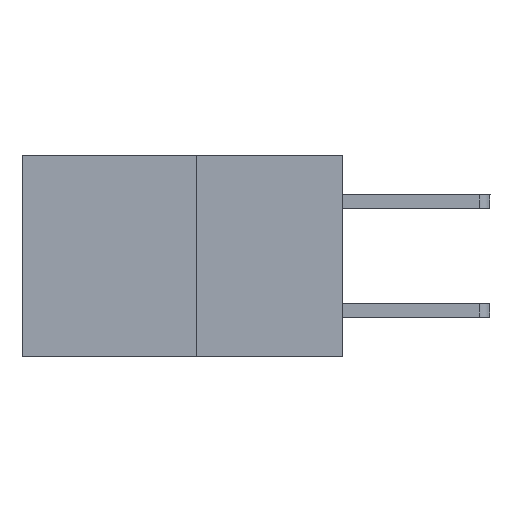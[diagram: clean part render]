
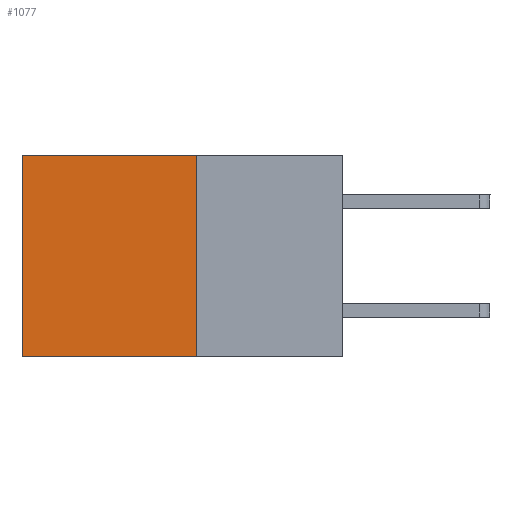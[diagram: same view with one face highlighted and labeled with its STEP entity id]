
A CAD part, left-side view. The second image highlights one B-rep face of the part: STEP entity #1077.
In plain terms, the highlighted planar face has unit normal (-1, 0, 0).
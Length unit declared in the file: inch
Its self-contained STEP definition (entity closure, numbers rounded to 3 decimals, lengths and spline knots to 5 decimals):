
#501 = LINE ( 'NONE', #6138, #4502 ) ;
#664 = CARTESIAN_POINT ( 'NONE',  ( 0.277, 0.27, 0. ) ) ;
#1076 = LINE ( 'NONE', #664, #8477 ) ;
#1077 = ADVANCED_FACE ( 'NONE', ( #5902 ), #7119, .F. ) ;
#1302 = ORIENTED_EDGE ( 'NONE', *, *, #7964, .T. ) ;
#1305 = DIRECTION ( 'NONE',  ( 0., 0., -1. ) ) ;
#1768 = EDGE_CURVE ( 'NONE', #5836, #6614, #1076, .T. ) ;
#1829 = CARTESIAN_POINT ( 'NONE',  ( 0.277, 0.27, 0. ) ) ;
#2287 = ORIENTED_EDGE ( 'NONE', *, *, #5504, .F. ) ;
#2359 = CARTESIAN_POINT ( 'NONE',  ( 0.277, 0.27, -0.37 ) ) ;
#2466 = CARTESIAN_POINT ( 'NONE',  ( 0.277, 0.59, 0. ) ) ;
#2902 = VECTOR ( 'NONE', #1305, 39.37008 ) ;
#2925 = VERTEX_POINT ( 'NONE', #5693 ) ;
#3161 = AXIS2_PLACEMENT_3D ( 'NONE', #2359, #8525, #7938 ) ;
#3723 = ORIENTED_EDGE ( 'NONE', *, *, #7485, .F. ) ;
#4093 = VERTEX_POINT ( 'NONE', #6257 ) ;
#4369 = DIRECTION ( 'NONE',  ( 0., 1., 0. ) ) ;
#4494 = EDGE_LOOP ( 'NONE', ( #1302, #3723, #2287, #8221 ) ) ;
#4502 = VECTOR ( 'NONE', #8174, 39.37008 ) ;
#4759 = LINE ( 'NONE', #7529, #2902 ) ;
#5504 = EDGE_CURVE ( 'NONE', #5836, #2925, #5561, .T. ) ;
#5561 = LINE ( 'NONE', #6912, #6439 ) ;
#5693 = CARTESIAN_POINT ( 'NONE',  ( 0.277, 0.27, -0.37 ) ) ;
#5836 = VERTEX_POINT ( 'NONE', #1829 ) ;
#5902 = FACE_OUTER_BOUND ( 'NONE', #4494, .T. ) ;
#6138 = CARTESIAN_POINT ( 'NONE',  ( 0.277, 0.27, -0.37 ) ) ;
#6257 = CARTESIAN_POINT ( 'NONE',  ( 0.277, 0.59, -0.37 ) ) ;
#6439 = VECTOR ( 'NONE', #8285, 39.37008 ) ;
#6614 = VERTEX_POINT ( 'NONE', #2466 ) ;
#6912 = CARTESIAN_POINT ( 'NONE',  ( 0.277, 0.27, -0.37 ) ) ;
#7119 = PLANE ( 'NONE',  #3161 ) ;
#7485 = EDGE_CURVE ( 'NONE', #2925, #4093, #501, .T. ) ;
#7529 = CARTESIAN_POINT ( 'NONE',  ( 0.277, 0.59, -0.37 ) ) ;
#7938 = DIRECTION ( 'NONE',  ( 0., 0., -1. ) ) ;
#7964 = EDGE_CURVE ( 'NONE', #6614, #4093, #4759, .T. ) ;
#8174 = DIRECTION ( 'NONE',  ( 0., 1., 0. ) ) ;
#8221 = ORIENTED_EDGE ( 'NONE', *, *, #1768, .T. ) ;
#8285 = DIRECTION ( 'NONE',  ( 0., 0., -1. ) ) ;
#8477 = VECTOR ( 'NONE', #4369, 39.37008 ) ;
#8525 = DIRECTION ( 'NONE',  ( 1., 0., 0. ) ) ;
